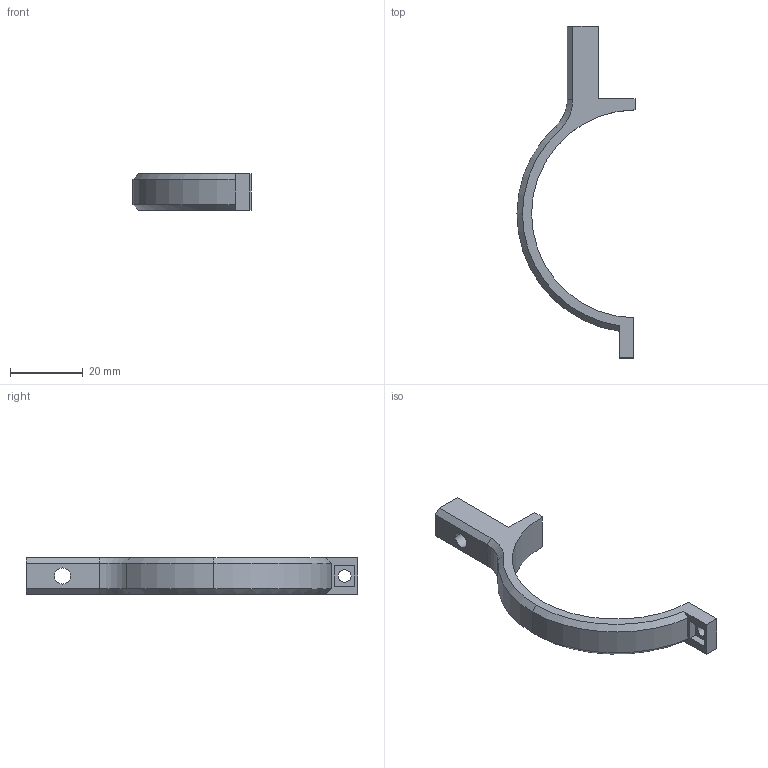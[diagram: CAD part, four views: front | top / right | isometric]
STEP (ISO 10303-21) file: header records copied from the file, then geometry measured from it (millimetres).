
FILE_DESCRIPTION (( 'STEP AP203' ), '1' );
FILE_NAME ('guider_attachment_front_1.step', '2021-03-01T17:11:12', ( '' ), ( '' ), 'SwSTEP 2.0', 'SolidWorks 2020', '' );
FILE_SCHEMA (( 'CONFIG_CONTROL_DESIGN' ));
Length unit declared in the file: millimetre
Products named in the file (1): guider_attachment_front_1
Bounding box: 32.35 x 91 x 10 mm (x, y, z)
Volume: 5553.1 mm3; surface area: 3698.1 mm2
Topology: 1 solids, 1 shells, 31 faces, 79 edges, 51 vertices
Faces by surface type: plane 17, cylinder 9, cone 5
Entity records: 1023 total; most frequent: CARTESIAN_POINT 168, DIRECTION 164, ORIENTED_EDGE 158, EDGE_CURVE 79, AXIS2_PLACEMENT_3D 55, LINE 54, VECTOR 54, VERTEX_POINT 51
